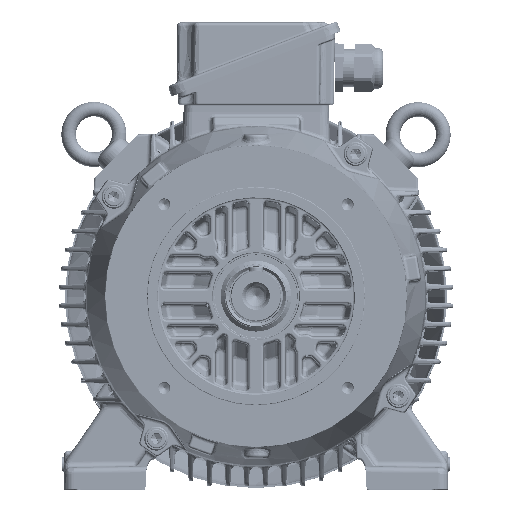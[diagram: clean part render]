
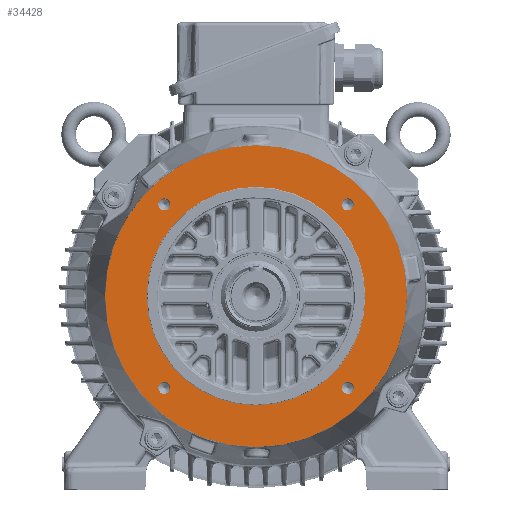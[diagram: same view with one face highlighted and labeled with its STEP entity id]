
A CAD part, top view. The second image highlights one B-rep face of the part: STEP entity #34428.
In plain terms, the highlighted planar face has unit normal (0, 0, 1).
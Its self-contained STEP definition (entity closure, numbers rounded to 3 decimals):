
#26870=PLANE('',#116538);
#34428=ADVANCED_FACE('',(#36578,#36579,#36580,#36581,#36582,#36583),#26870,
 .F.);
#36578=FACE_BOUND('',#42344,.T.);
#36579=FACE_BOUND('',#42345,.T.);
#36580=FACE_BOUND('',#42346,.T.);
#36581=FACE_BOUND('',#42347,.T.);
#36582=FACE_BOUND('',#42348,.T.);
#36583=FACE_BOUND('',#42349,.T.);
#42344=EDGE_LOOP('',(#68792));
#42345=EDGE_LOOP('',(#68793));
#42346=EDGE_LOOP('',(#68794));
#42347=EDGE_LOOP('',(#68795));
#42348=EDGE_LOOP('',(#68796));
#42349=EDGE_LOOP('',(#68797));
#68792=ORIENTED_EDGE('',*,*,#99361,.T.);
#68793=ORIENTED_EDGE('',*,*,#99362,.T.);
#68794=ORIENTED_EDGE('',*,*,#99363,.T.);
#68795=ORIENTED_EDGE('',*,*,#99364,.T.);
#68796=ORIENTED_EDGE('',*,*,#99365,.T.);
#68797=ORIENTED_EDGE('',*,*,#99366,.F.);
#83248=VERTEX_POINT('',#237130);
#83249=VERTEX_POINT('',#237132);
#83250=VERTEX_POINT('',#237134);
#83251=VERTEX_POINT('',#237136);
#83252=VERTEX_POINT('',#237138);
#83253=VERTEX_POINT('',#237140);
#99361=EDGE_CURVE('',#83248,#83248,#106537,.T.);
#99362=EDGE_CURVE('',#83249,#83249,#106538,.T.);
#99363=EDGE_CURVE('',#83250,#83250,#106539,.T.);
#99364=EDGE_CURVE('',#83251,#83251,#106540,.T.);
#99365=EDGE_CURVE('',#83252,#83252,#106541,.T.);
#99366=EDGE_CURVE('',#83253,#83253,#106542,.T.);
#106537=CIRCLE('',#116532,5.);
#106538=CIRCLE('',#116533,5.);
#106539=CIRCLE('',#116534,5.);
#106540=CIRCLE('',#116535,5.);
#106541=CIRCLE('',#116536,90.6);
#106542=CIRCLE('',#116537,125.026);
#116532=AXIS2_PLACEMENT_3D('',#237129,#140700,#140701);
#116533=AXIS2_PLACEMENT_3D('',#237131,#140702,#140703);
#116534=AXIS2_PLACEMENT_3D('',#237133,#140704,#140705);
#116535=AXIS2_PLACEMENT_3D('',#237135,#140706,#140707);
#116536=AXIS2_PLACEMENT_3D('',#237137,#140708,#140709);
#116537=AXIS2_PLACEMENT_3D('',#237139,#140710,#140711);
#116538=AXIS2_PLACEMENT_3D('',#237141,#140712,#140713);
#140700=DIRECTION('',(0.,0.,-1.));
#140701=DIRECTION('',(-1.,0.,0.));
#140702=DIRECTION('',(0.,0.,-1.));
#140703=DIRECTION('',(-1.,0.,0.));
#140704=DIRECTION('',(0.,0.,-1.));
#140705=DIRECTION('',(-1.,0.,0.));
#140706=DIRECTION('',(0.,0.,-1.));
#140707=DIRECTION('',(-1.,0.,0.));
#140708=DIRECTION('',(0.,0.,-1.));
#140709=DIRECTION('',(-1.,0.,0.));
#140710=DIRECTION('',(0.,0.,-1.));
#140711=DIRECTION('',(-1.,0.,0.));
#140712=DIRECTION('',(0.,0.,-1.));
#140713=DIRECTION('',(-1.,0.,0.));
#237129=CARTESIAN_POINT('',(76.014,-76.014,0.));
#237130=CARTESIAN_POINT('',(71.014,-76.014,0.));
#237131=CARTESIAN_POINT('',(-76.014,-76.014,0.));
#237132=CARTESIAN_POINT('',(-81.014,-76.014,0.));
#237133=CARTESIAN_POINT('',(-76.014,76.014,0.));
#237134=CARTESIAN_POINT('',(-81.014,76.014,0.));
#237135=CARTESIAN_POINT('',(76.014,76.014,0.));
#237136=CARTESIAN_POINT('',(71.014,76.014,0.));
#237137=CARTESIAN_POINT('',(0.,0.,0.));
#237138=CARTESIAN_POINT('',(-90.6,0.,0.));
#237139=CARTESIAN_POINT('',(0.,0.,0.));
#237140=CARTESIAN_POINT('',(-125.026,0.,0.));
#237141=CARTESIAN_POINT('',(0.,90.,0.));
